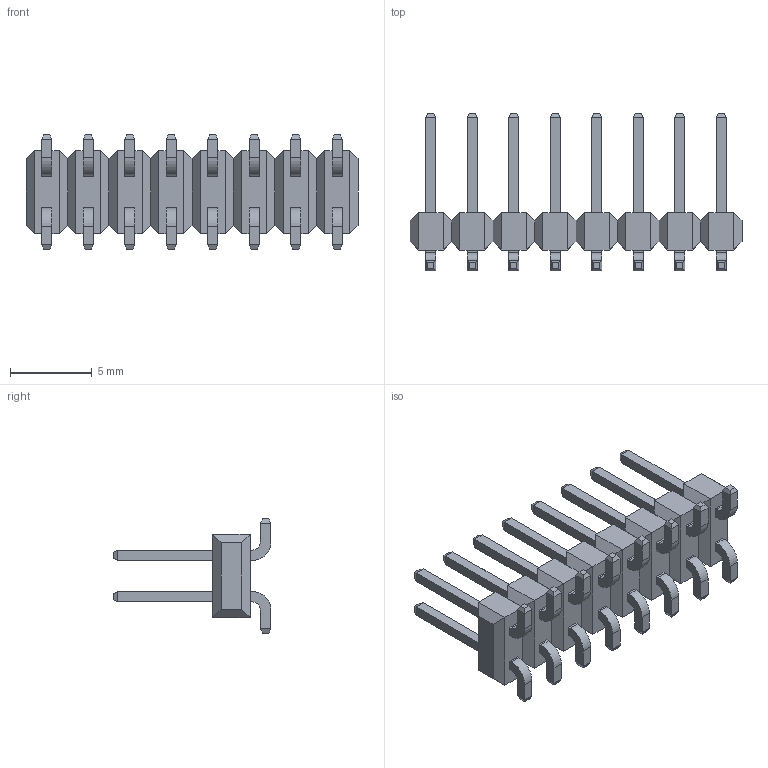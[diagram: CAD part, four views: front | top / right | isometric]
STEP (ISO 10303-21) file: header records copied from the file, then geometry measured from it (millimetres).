
FILE_DESCRIPTION((''),'2;1');
FILE_NAME('015910160','2016-12-20T',('ghp'),(''),'PRO/ENGINEER BY PARAMETRIC TECHNOLOGY CORPORATION, 2012310','PRO/ENGINEER BY PARAMETRIC TECHNOLOGY CORPORATION, 2012310','');
FILE_SCHEMA(('CONFIG_CONTROL_DESIGN'));
Length unit declared in the file: inch
Products named in the file (1): 015910160
Bounding box: 20.32 x 9.65 x 6.99 mm (x, y, z)
Volume: 264.7 mm3; surface area: 687.9 mm2
Topology: 1 solids, 1 shells, 450 faces, 1092 edges, 676 vertices
Faces by surface type: plane 418, cylinder 32
Entity records: 12605 total; most frequent: CARTESIAN_POINT 2155, DIRECTION 2058, ORIENTED_EDGE 2056, VECTOR 1028, LINE 1028, EDGE_CURVE 1028, VERTEX_POINT 612, AXIS2_PLACEMENT_3D 515
